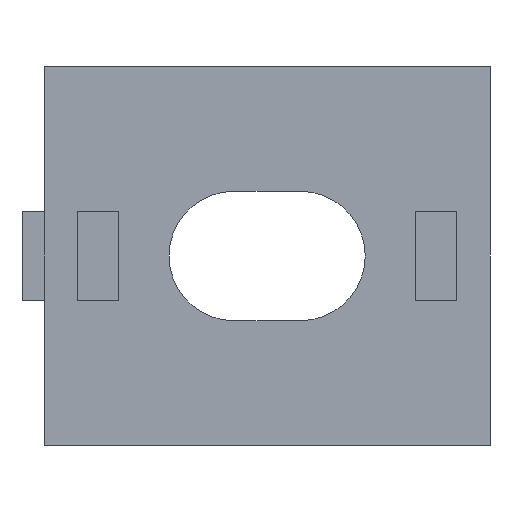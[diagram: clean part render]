
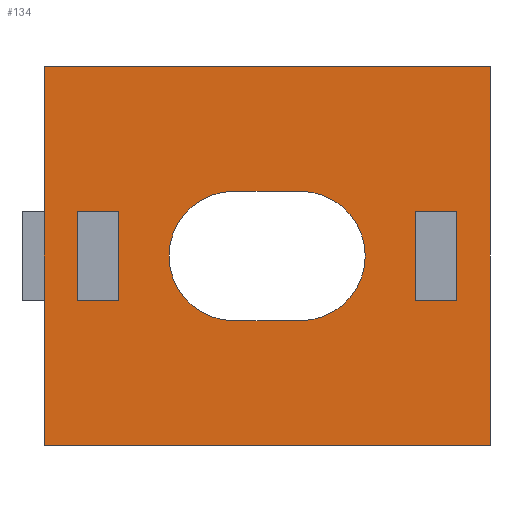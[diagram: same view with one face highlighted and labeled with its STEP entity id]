
A CAD part, front view. The second image highlights one B-rep face of the part: STEP entity #134.
In plain terms, the highlighted planar face has unit normal (0, -1, 0).
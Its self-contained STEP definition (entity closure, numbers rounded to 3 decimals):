
#2 = DIRECTION ( 'NONE',  ( -1., 0., 0. ) ) ;
#9 = CARTESIAN_POINT ( 'NONE',  ( 0., 0., 8.5 ) ) ;
#26 = DIRECTION ( 'NONE',  ( 1., 0., 0. ) ) ;
#30 = VECTOR ( 'NONE', #51, 1000. ) ;
#41 = ORIENTED_EDGE ( 'NONE', *, *, #979, .F. ) ;
#46 = CIRCLE ( 'NONE', #720, 2.9 ) ;
#47 = ORIENTED_EDGE ( 'NONE', *, *, #626, .T. ) ;
#51 = DIRECTION ( 'NONE',  ( -1., 0., 0. ) ) ;
#58 = EDGE_CURVE ( 'NONE', #902, #470, #1157, .T. ) ;
#63 = LINE ( 'NONE', #1097, #313 ) ;
#66 = VECTOR ( 'NONE', #1059, 1000. ) ;
#68 = FACE_BOUND ( 'NONE', #680, .T. ) ;
#69 = CARTESIAN_POINT ( 'NONE',  ( 0., 0., -8.5 ) ) ;
#91 = CARTESIAN_POINT ( 'NONE',  ( 3.35, 0., -2. ) ) ;
#100 = DIRECTION ( 'NONE',  ( 0., 0., -1. ) ) ;
#101 = CARTESIAN_POINT ( 'NONE',  ( 18.5, 0., -2. ) ) ;
#105 = EDGE_CURVE ( 'NONE', #440, #902, #110, .T. ) ;
#110 = LINE ( 'NONE', #1184, #141 ) ;
#113 = CARTESIAN_POINT ( 'NONE',  ( 20., 0., 8.5 ) ) ;
#134 = ADVANCED_FACE ( 'NONE', ( #1095, #1128, #805, #68 ), #784, .F. ) ;
#141 = VECTOR ( 'NONE', #2, 1000. ) ;
#148 = AXIS2_PLACEMENT_3D ( 'NONE', #1293, #1042, #496 ) ;
#177 = LINE ( 'NONE', #1283, #689 ) ;
#179 = CARTESIAN_POINT ( 'NONE',  ( 16.65, 0., -2. ) ) ;
#197 = CARTESIAN_POINT ( 'NONE',  ( 18.5, 0., 2. ) ) ;
#201 = VERTEX_POINT ( 'NONE', #91 ) ;
#211 = DIRECTION ( 'NONE',  ( 0., 0., -1. ) ) ;
#226 = VERTEX_POINT ( 'NONE', #1207 ) ;
#246 = CIRCLE ( 'NONE', #148, 2.9 ) ;
#247 = AXIS2_PLACEMENT_3D ( 'NONE', #9, #741, #669 ) ;
#254 = ORIENTED_EDGE ( 'NONE', *, *, #405, .F. ) ;
#265 = EDGE_CURVE ( 'NONE', #1069, #325, #1223, .T. ) ;
#273 = VECTOR ( 'NONE', #1143, 1000. ) ;
#300 = CARTESIAN_POINT ( 'NONE',  ( 0., 0., -8.5 ) ) ;
#303 = CARTESIAN_POINT ( 'NONE',  ( 3.35, 0., 2. ) ) ;
#308 = EDGE_CURVE ( 'NONE', #815, #560, #632, .T. ) ;
#313 = VECTOR ( 'NONE', #354, 1000. ) ;
#325 = VERTEX_POINT ( 'NONE', #588 ) ;
#339 = LINE ( 'NONE', #1166, #66 ) ;
#354 = DIRECTION ( 'NONE',  ( 0., 0., -1. ) ) ;
#367 = VECTOR ( 'NONE', #862, 1000. ) ;
#371 = CARTESIAN_POINT ( 'NONE',  ( 11.5, 0., 0. ) ) ;
#378 = CARTESIAN_POINT ( 'NONE',  ( 18.5, 0., -2. ) ) ;
#384 = VECTOR ( 'NONE', #965, 1000. ) ;
#405 = EDGE_CURVE ( 'NONE', #936, #1050, #1077, .T. ) ;
#440 = VERTEX_POINT ( 'NONE', #1161 ) ;
#443 = DIRECTION ( 'NONE',  ( 1., 0., 0. ) ) ;
#470 = VERTEX_POINT ( 'NONE', #179 ) ;
#471 = CARTESIAN_POINT ( 'NONE',  ( 11.5, 0., 2.9 ) ) ;
#479 = CARTESIAN_POINT ( 'NONE',  ( 1.5, 0., 2. ) ) ;
#496 = DIRECTION ( 'NONE',  ( -1., 0., 0. ) ) ;
#510 = EDGE_LOOP ( 'NONE', ( #960, #1078, #832, #47, #1147 ) ) ;
#515 = LINE ( 'NONE', #197, #757 ) ;
#517 = ORIENTED_EDGE ( 'NONE', *, *, #105, .F. ) ;
#518 = VERTEX_POINT ( 'NONE', #471 ) ;
#521 = VECTOR ( 'NONE', #443, 1000. ) ;
#524 = CARTESIAN_POINT ( 'NONE',  ( 1.5, 0., 2. ) ) ;
#540 = ORIENTED_EDGE ( 'NONE', *, *, #873, .F. ) ;
#548 = CARTESIAN_POINT ( 'NONE',  ( 0., 0., 8.5 ) ) ;
#554 = LINE ( 'NONE', #524, #273 ) ;
#556 = CARTESIAN_POINT ( 'NONE',  ( 20., 0., 8.5 ) ) ;
#560 = VERTEX_POINT ( 'NONE', #1185 ) ;
#564 = CARTESIAN_POINT ( 'NONE',  ( 8.5, 0., 2.9 ) ) ;
#587 = EDGE_CURVE ( 'NONE', #1250, #201, #339, .T. ) ;
#588 = CARTESIAN_POINT ( 'NONE',  ( 1.5, 0., -2. ) ) ;
#597 = CARTESIAN_POINT ( 'NONE',  ( 8.5, 0., 0. ) ) ;
#601 = CARTESIAN_POINT ( 'NONE',  ( 0., 0., 8.5 ) ) ;
#624 = EDGE_CURVE ( 'NONE', #1073, #762, #1311, .T. ) ;
#626 = EDGE_CURVE ( 'NONE', #560, #226, #982, .T. ) ;
#632 = LINE ( 'NONE', #885, #384 ) ;
#647 = EDGE_CURVE ( 'NONE', #226, #835, #246, .T. ) ;
#659 = DIRECTION ( 'NONE',  ( 1., 0., 0. ) ) ;
#664 = VECTOR ( 'NONE', #211, 1000. ) ;
#669 = DIRECTION ( 'NONE',  ( 0., 0., 1. ) ) ;
#676 = LINE ( 'NONE', #113, #702 ) ;
#680 = EDGE_LOOP ( 'NONE', ( #517, #1028, #1015, #879 ) ) ;
#689 = VECTOR ( 'NONE', #659, 1000. ) ;
#700 = VECTOR ( 'NONE', #1299, 1000. ) ;
#702 = VECTOR ( 'NONE', #100, 1000. ) ;
#720 = AXIS2_PLACEMENT_3D ( 'NONE', #371, #878, #821 ) ;
#741 = DIRECTION ( 'NONE',  ( 0., 1., 0. ) ) ;
#742 = VECTOR ( 'NONE', #26, 1000. ) ;
#757 = VECTOR ( 'NONE', #863, 1000. ) ;
#758 = CARTESIAN_POINT ( 'NONE',  ( 20., 0., -8.5 ) ) ;
#762 = VERTEX_POINT ( 'NONE', #758 ) ;
#771 = EDGE_CURVE ( 'NONE', #518, #815, #46, .T. ) ;
#784 = PLANE ( 'NONE',  #247 ) ;
#798 = ORIENTED_EDGE ( 'NONE', *, *, #624, .T. ) ;
#801 = LINE ( 'NONE', #1252, #30 ) ;
#805 = FACE_OUTER_BOUND ( 'NONE', #1282, .T. ) ;
#815 = VERTEX_POINT ( 'NONE', #1205 ) ;
#821 = DIRECTION ( 'NONE',  ( -1., 0., 0. ) ) ;
#832 = ORIENTED_EDGE ( 'NONE', *, *, #308, .T. ) ;
#835 = VERTEX_POINT ( 'NONE', #564 ) ;
#839 = CARTESIAN_POINT ( 'NONE',  ( 1.5, 0., 2. ) ) ;
#862 = DIRECTION ( 'NONE',  ( 0., 0., -1. ) ) ;
#863 = DIRECTION ( 'NONE',  ( 0., 0., -1. ) ) ;
#873 = EDGE_CURVE ( 'NONE', #1050, #762, #676, .T. ) ;
#878 = DIRECTION ( 'NONE',  ( 0., 1., 0. ) ) ;
#879 = ORIENTED_EDGE ( 'NONE', *, *, #58, .F. ) ;
#885 = CARTESIAN_POINT ( 'NONE',  ( 11.5, 0., -2.9 ) ) ;
#902 = VERTEX_POINT ( 'NONE', #994 ) ;
#936 = VERTEX_POINT ( 'NONE', #601 ) ;
#945 = EDGE_CURVE ( 'NONE', #936, #1073, #63, .T. ) ;
#960 = ORIENTED_EDGE ( 'NONE', *, *, #1119, .T. ) ;
#965 = DIRECTION ( 'NONE',  ( -1., 0., 0. ) ) ;
#971 = EDGE_CURVE ( 'NONE', #201, #325, #801, .T. ) ;
#973 = ORIENTED_EDGE ( 'NONE', *, *, #265, .F. ) ;
#979 = EDGE_CURVE ( 'NONE', #1250, #1069, #554, .T. ) ;
#982 = CIRCLE ( 'NONE', #1316, 2.9 ) ;
#994 = CARTESIAN_POINT ( 'NONE',  ( 16.65, 0., 2. ) ) ;
#1015 = ORIENTED_EDGE ( 'NONE', *, *, #1304, .T. ) ;
#1027 = ORIENTED_EDGE ( 'NONE', *, *, #971, .T. ) ;
#1028 = ORIENTED_EDGE ( 'NONE', *, *, #1248, .T. ) ;
#1042 = DIRECTION ( 'NONE',  ( 0., 1., 0. ) ) ;
#1050 = VERTEX_POINT ( 'NONE', #556 ) ;
#1056 = EDGE_LOOP ( 'NONE', ( #41, #1139, #1027, #973 ) ) ;
#1059 = DIRECTION ( 'NONE',  ( 0., 0., -1. ) ) ;
#1069 = VERTEX_POINT ( 'NONE', #839 ) ;
#1073 = VERTEX_POINT ( 'NONE', #69 ) ;
#1077 = LINE ( 'NONE', #548, #521 ) ;
#1078 = ORIENTED_EDGE ( 'NONE', *, *, #771, .T. ) ;
#1083 = ORIENTED_EDGE ( 'NONE', *, *, #945, .T. ) ;
#1095 = FACE_BOUND ( 'NONE', #1056, .T. ) ;
#1097 = CARTESIAN_POINT ( 'NONE',  ( 0., 0., 8.5 ) ) ;
#1105 = CARTESIAN_POINT ( 'NONE',  ( 16.65, 0., 2. ) ) ;
#1119 = EDGE_CURVE ( 'NONE', #835, #518, #177, .T. ) ;
#1128 = FACE_BOUND ( 'NONE', #510, .T. ) ;
#1139 = ORIENTED_EDGE ( 'NONE', *, *, #587, .T. ) ;
#1143 = DIRECTION ( 'NONE',  ( -1., 0., 0. ) ) ;
#1147 = ORIENTED_EDGE ( 'NONE', *, *, #647, .T. ) ;
#1150 = VERTEX_POINT ( 'NONE', #378 ) ;
#1157 = LINE ( 'NONE', #1105, #367 ) ;
#1161 = CARTESIAN_POINT ( 'NONE',  ( 18.5, 0., 2. ) ) ;
#1166 = CARTESIAN_POINT ( 'NONE',  ( 3.35, 0., 2. ) ) ;
#1184 = CARTESIAN_POINT ( 'NONE',  ( 18.5, 0., 2. ) ) ;
#1185 = CARTESIAN_POINT ( 'NONE',  ( 8.5, 0., -2.9 ) ) ;
#1205 = CARTESIAN_POINT ( 'NONE',  ( 11.5, 0., -2.9 ) ) ;
#1207 = CARTESIAN_POINT ( 'NONE',  ( 5.6, 0., 0. ) ) ;
#1210 = DIRECTION ( 'NONE',  ( 0., 1., 0. ) ) ;
#1223 = LINE ( 'NONE', #479, #664 ) ;
#1233 = DIRECTION ( 'NONE',  ( -1., 0., 0. ) ) ;
#1248 = EDGE_CURVE ( 'NONE', #440, #1150, #515, .T. ) ;
#1250 = VERTEX_POINT ( 'NONE', #303 ) ;
#1252 = CARTESIAN_POINT ( 'NONE',  ( 1.5, 0., -2. ) ) ;
#1253 = LINE ( 'NONE', #101, #700 ) ;
#1282 = EDGE_LOOP ( 'NONE', ( #798, #540, #254, #1083 ) ) ;
#1283 = CARTESIAN_POINT ( 'NONE',  ( 11.5, 0., 2.9 ) ) ;
#1293 = CARTESIAN_POINT ( 'NONE',  ( 8.5, 0., 0. ) ) ;
#1299 = DIRECTION ( 'NONE',  ( -1., 0., 0. ) ) ;
#1304 = EDGE_CURVE ( 'NONE', #1150, #470, #1253, .T. ) ;
#1311 = LINE ( 'NONE', #300, #742 ) ;
#1316 = AXIS2_PLACEMENT_3D ( 'NONE', #597, #1210, #1233 ) ;
